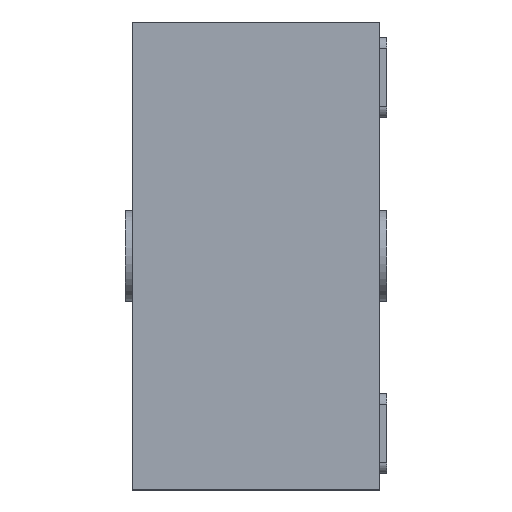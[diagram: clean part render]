
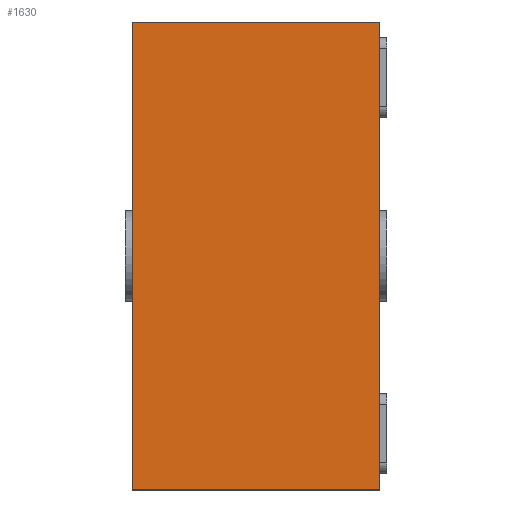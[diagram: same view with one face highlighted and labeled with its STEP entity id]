
A CAD part, left-side view. The second image highlights one B-rep face of the part: STEP entity #1630.
In plain terms, the highlighted planar face has unit normal (-1, 0, 0).
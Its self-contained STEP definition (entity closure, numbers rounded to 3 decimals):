
#119 = CARTESIAN_POINT ( 'NONE',  ( -1.019, -0.34, 0.644 ) ) ;
#210 = DIRECTION ( 'NONE',  ( 0., -1., 0. ) ) ;
#295 = DIRECTION ( 'NONE',  ( 0., -1., 0. ) ) ;
#303 = CARTESIAN_POINT ( 'NONE',  ( -1.019, -0.34, -0.644 ) ) ;
#329 = EDGE_CURVE ( 'NONE', #328, #2269, #1549, .T. ) ;
#328 = VERTEX_POINT ( 'NONE', #1386 ) ;
#502 = LINE ( 'NONE', #2060, #966 ) ;
#565 = EDGE_LOOP ( 'NONE', ( #2381, #2377, #1169, #1329 ) ) ;
#588 = CARTESIAN_POINT ( 'NONE',  ( -1.019, 0.34, 0.644 ) ) ;
#641 = DIRECTION ( 'NONE',  ( 0., 0., -1. ) ) ;
#692 = EDGE_CURVE ( 'NONE', #1652, #328, #2347, .T. ) ;
#747 = CARTESIAN_POINT ( 'NONE',  ( -1.019, 0.34, 0.644 ) ) ;
#777 = CARTESIAN_POINT ( 'NONE',  ( -1.019, 0.34, 0.644 ) ) ;
#966 = VECTOR ( 'NONE', #295, 1000. ) ;
#969 = PLANE ( 'NONE',  #1844 ) ;
#1017 = CARTESIAN_POINT ( 'NONE',  ( -1.019, 0.34, -0.644 ) ) ;
#1022 = VECTOR ( 'NONE', #1321, 1000. ) ;
#1040 = EDGE_CURVE ( 'NONE', #1389, #2269, #1501, .T. ) ;
#1169 = ORIENTED_EDGE ( 'NONE', *, *, #692, .F. ) ;
#1321 = DIRECTION ( 'NONE',  ( 0., 0., 1. ) ) ;
#1329 = ORIENTED_EDGE ( 'NONE', *, *, #2061, .T. ) ;
#1362 = VECTOR ( 'NONE', #210, 1000. ) ;
#1386 = CARTESIAN_POINT ( 'NONE',  ( -1.019, 0.34, 0.644 ) ) ;
#1389 = VERTEX_POINT ( 'NONE', #303 ) ;
#1473 = VECTOR ( 'NONE', #1963, 1000. ) ;
#1501 = LINE ( 'NONE', #2288, #1022 ) ;
#1549 = LINE ( 'NONE', #777, #1362 ) ;
#1630 = ADVANCED_FACE ( 'NONE', ( #2516 ), #969, .F. ) ;
#1652 = VERTEX_POINT ( 'NONE', #1017 ) ;
#1823 = DIRECTION ( 'NONE',  ( 1., 0., 0. ) ) ;
#1844 = AXIS2_PLACEMENT_3D ( 'NONE', #747, #1823, #641 ) ;
#1963 = DIRECTION ( 'NONE',  ( 0., 0., 1. ) ) ;
#2060 = CARTESIAN_POINT ( 'NONE',  ( -1.019, 0.34, -0.644 ) ) ;
#2061 = EDGE_CURVE ( 'NONE', #1652, #1389, #502, .T. ) ;
#2269 = VERTEX_POINT ( 'NONE', #119 ) ;
#2288 = CARTESIAN_POINT ( 'NONE',  ( -1.019, -0.34, 0.644 ) ) ;
#2347 = LINE ( 'NONE', #588, #1473 ) ;
#2377 = ORIENTED_EDGE ( 'NONE', *, *, #329, .F. ) ;
#2381 = ORIENTED_EDGE ( 'NONE', *, *, #1040, .T. ) ;
#2516 = FACE_OUTER_BOUND ( 'NONE', #565, .T. ) ;
